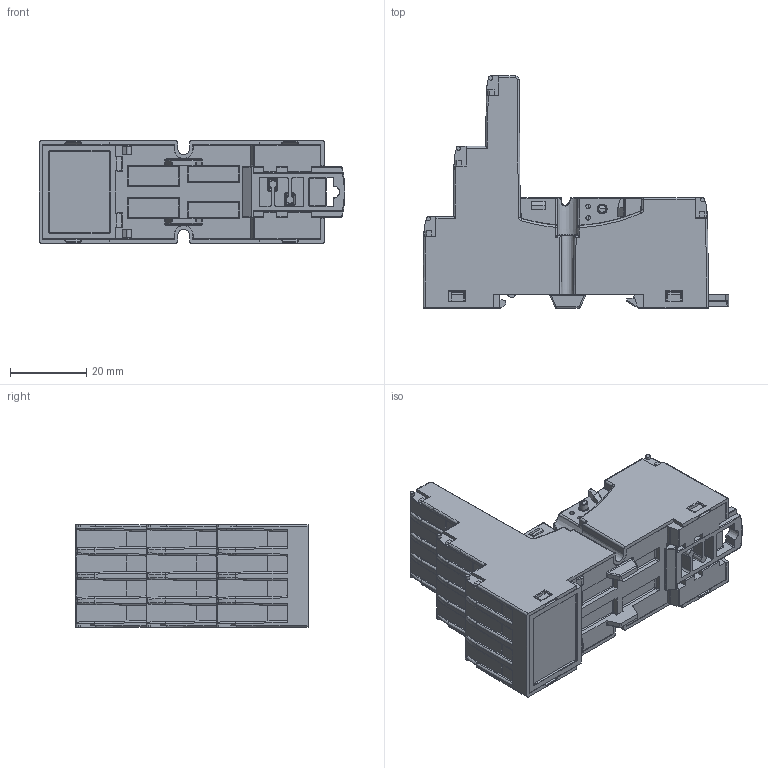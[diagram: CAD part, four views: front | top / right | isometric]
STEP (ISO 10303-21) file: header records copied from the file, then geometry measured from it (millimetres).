
FILE_DESCRIPTION (( 'STEP AP214' ), '1' );
FILE_NAME ('GZM4.STEP', '2016-05-30T08:35:45', ( '' ), ( '' ), 'SwSTEP 2.0', 'SolidWorks 2016', '' );
FILE_SCHEMA (( 'AUTOMOTIVE_DESIGN' ));
Length unit declared in the file: millimetre
Products named in the file (4): GZM4; GZM-2000.1 Zaczep na szynê DIN; GZT4-0015 - Wkrêt krzy¿owy M3x8; Podstawa GZM2
Assembly tree (17 placements, depth 2):
  GZM4
    Podstawa GZM2
    GZM-2000.1 Zaczep na szynê DIN
    GZT4-0015 - Wkrêt krzy¿owy M3x8  x15
Bounding box: 80.38 x 61 x 26.9 mm (x, y, z)
Volume: 57631.8 mm3; surface area: 24229.5 mm2
Topology: 17 solids, 32 shells, 3370 faces, 8280 edges, 4882 vertices
Faces by surface type: plane 1352, cylinder 896, bspline 472, torus 356, sphere 174, cone 120
Entity records: 61928 total; most frequent: CARTESIAN_POINT 16174, ORIENTED_EDGE 10068, DIRECTION 8889, EDGE_CURVE 5034, VERTEX_POINT 3160, VECTOR 3155, LINE 3155, AXIS2_PLACEMENT_3D 2867
